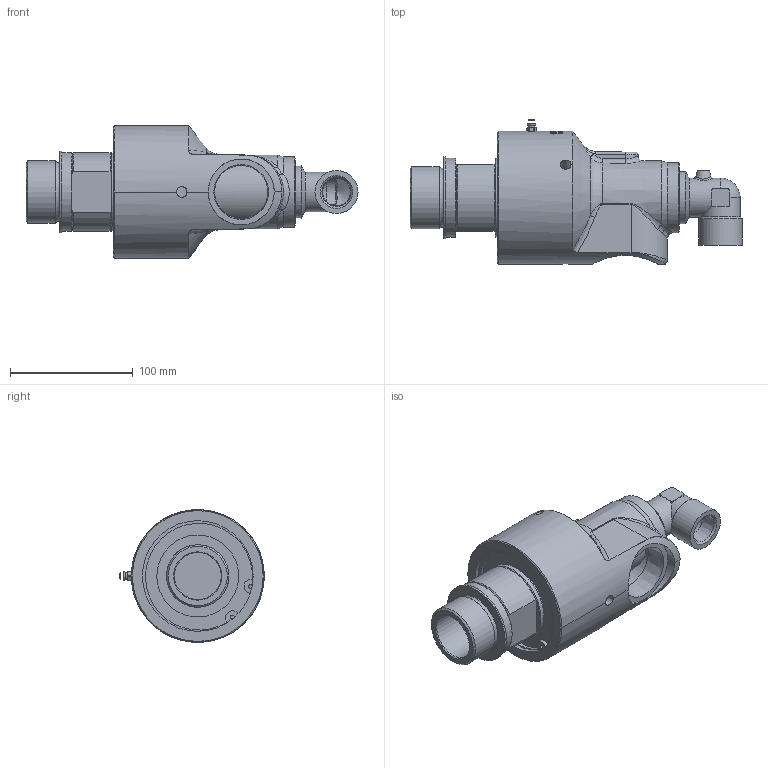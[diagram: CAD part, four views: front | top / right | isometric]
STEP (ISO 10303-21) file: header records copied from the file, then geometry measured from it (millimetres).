
FILE_DESCRIPTION(/* description */ (''),/* implementation_level */ '2;1');
FILE_NAME(/* name */ '555-000-396144-IC.stp',/* time_stamp */ '2020-05-20T13:13:02-05:00',/* author */ ('GALINDOLM'),/* organization */ (''),/* preprocessor_version */ 'ST-DEVELOPER v18',/* originating_system */ 'Autodesk Inventor 2020',/* authorisation */ '');
FILE_SCHEMA (('AUTOMOTIVE_DESIGN { 1 0 10303 214 3 1 1 }'));
Length unit declared in the file: millimetre
Products named in the file (1): 555-000-396144-IC
Bounding box: 270.08 x 117.41 x 108 mm (x, y, z)
Volume: 1015419.2 mm3; surface area: 108966.5 mm2
Topology: 1 solids, 2 shells, 566 faces, 1530 edges, 1017 vertices
Faces by surface type: bspline 266, plane 153, cylinder 89, cone 50, torus 7, sphere 1
Full cylindrical faces by diameter (mm): 2.005 x1, 3.12 x2, 3.5 x1, 5.359 x1, 8.6 x3, 22.631 x1, 25.257 x1, 32 x1, 35 x1, 38.1 x1, 43.256 x1, 50.754 x1, 50.8 x1, 53.7 x1, 56.25 x1, 64 x2, 66.7 x1, 90.07 x1
Entity records: 32379 total; most frequent: CARTESIAN_POINT 19274, ORIENTED_EDGE 3052, DIRECTION 2044, EDGE_CURVE 1526, VERTEX_POINT 1017, AXIS2_PLACEMENT_3D 767, EDGE_LOOP 621, FACE_OUTER_BOUND 566
